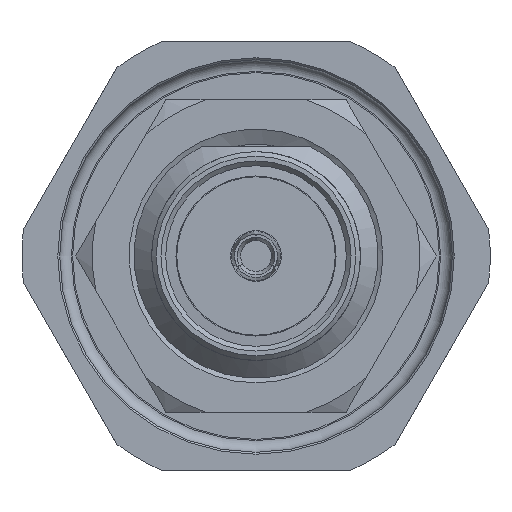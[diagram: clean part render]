
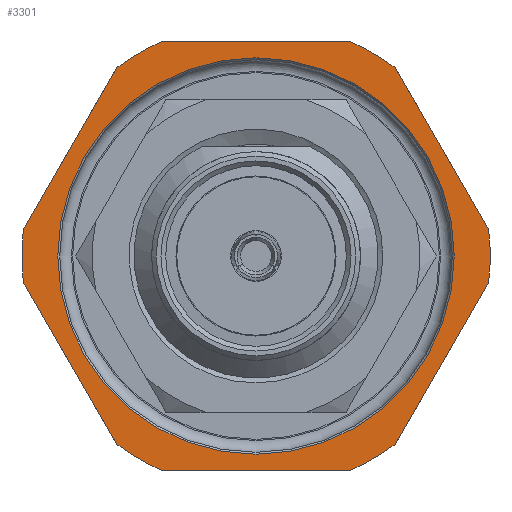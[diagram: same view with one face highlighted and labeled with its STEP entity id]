
A CAD part, left-side view. The second image highlights one B-rep face of the part: STEP entity #3301.
In plain terms, the highlighted planar face has unit normal (-1, 0, 0).
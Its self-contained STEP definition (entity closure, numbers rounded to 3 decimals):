
#1 = CARTESIAN_POINT ( 'NONE',  ( 9.07, 0., 0. ) ) ;
#2 = DIRECTION ( 'NONE',  ( -1., 0., 0. ) ) ;
#3 = DIRECTION ( 'NONE',  ( 0., 0., 1. ) ) ;
#6 = CARTESIAN_POINT ( 'NONE',  ( 9.07, 6.263, 0.152 ) ) ;
#7 = DIRECTION ( 'NONE',  ( 0., -0.5, 0.866 ) ) ;
#233 = CARTESIAN_POINT ( 'NONE',  ( 9.07, 6., 5.5 ) ) ;
#234 = DIRECTION ( 'NONE',  ( 0., -1., 0. ) ) ;
#279 = CARTESIAN_POINT ( 'NONE',  ( 9.07, 0., 0. ) ) ;
#280 = DIRECTION ( 'NONE',  ( -1., 0., 0. ) ) ;
#281 = DIRECTION ( 'NONE',  ( 0., 0., 1. ) ) ;
#420 = CARTESIAN_POINT ( 'NONE',  ( 9.07, 0., 0. ) ) ;
#421 = DIRECTION ( 'NONE',  ( -1., 0., 0. ) ) ;
#422 = DIRECTION ( 'NONE',  ( 0., 0., 1. ) ) ;
#423 = CARTESIAN_POINT ( 'NONE',  ( 9.07, -3.263, 5.348 ) ) ;
#424 = DIRECTION ( 'NONE',  ( 0., -0.5, -0.866 ) ) ;
#429 = CARTESIAN_POINT ( 'NONE',  ( 9.07, 0., 0. ) ) ;
#430 = DIRECTION ( 'NONE',  ( -1., 0., 0. ) ) ;
#431 = DIRECTION ( 'NONE',  ( 0., 0., 1. ) ) ;
#432 = CARTESIAN_POINT ( 'NONE',  ( 9.07, -3.263, -5.348 ) ) ;
#433 = DIRECTION ( 'NONE',  ( 0., 0.5, -0.866 ) ) ;
#438 = CARTESIAN_POINT ( 'NONE',  ( 9.07, 0., 0. ) ) ;
#439 = DIRECTION ( 'NONE',  ( -1., 0., 0. ) ) ;
#440 = DIRECTION ( 'NONE',  ( 0., 0., 1. ) ) ;
#441 = CARTESIAN_POINT ( 'NONE',  ( 9.07, 6., -5.5 ) ) ;
#442 = DIRECTION ( 'NONE',  ( 0., 1., 0. ) ) ;
#447 = CARTESIAN_POINT ( 'NONE',  ( 9.07, 0., 0. ) ) ;
#448 = DIRECTION ( 'NONE',  ( -1., 0., 0. ) ) ;
#449 = DIRECTION ( 'NONE',  ( 0., 0., 1. ) ) ;
#450 = CARTESIAN_POINT ( 'NONE',  ( 9.07, 6.263, -0.152 ) ) ;
#451 = DIRECTION ( 'NONE',  ( 0., 0.5, 0.866 ) ) ;
#452 = CARTESIAN_POINT ( 'NONE',  ( 9.07, 0., 0. ) ) ;
#453 = DIRECTION ( 'NONE',  ( 1., 0., 0. ) ) ;
#454 = DIRECTION ( 'NONE',  ( 0., 0., -1. ) ) ;
#742 = LINE ( 'NONE', #423, #4600 ) ;
#786 = LINE ( 'NONE', #233, #4708 ) ;
#813 = LINE ( 'NONE', #432, #4593 ) ;
#874 = LINE ( 'NONE', #441, #4777 ) ;
#878 = LINE ( 'NONE', #450, #4787 ) ;
#1102 = VERTEX_POINT ( 'NONE', #1453 ) ;
#1108 = LINE ( 'NONE', #6, #4730 ) ;
#1159 = FACE_OUTER_BOUND ( 'NONE', #1764, .T. ) ;
#1161 = FACE_BOUND ( 'NONE', #2491, .T. ) ;
#1453 = CARTESIAN_POINT ( 'NONE',  ( 9.07, 0., -5.08 ) ) ;
#1744 = VERTEX_POINT ( 'NONE', #2730 ) ;
#1748 = VERTEX_POINT ( 'NONE', #2733 ) ;
#1752 = ORIENTED_EDGE ( 'NONE', *, *, #3124, .T. ) ;
#1761 = ORIENTED_EDGE ( 'NONE', *, *, #3128, .T. ) ;
#1764 = EDGE_LOOP ( 'NONE', ( #1778, #1761, #1794, #1752, #2191, #1777, #2113, #2119, #2124, #2128, #1888, #2487 ) ) ;
#1777 = ORIENTED_EDGE ( 'NONE', *, *, #3120, .T. ) ;
#1778 = ORIENTED_EDGE ( 'NONE', *, *, #3129, .F. ) ;
#1794 = ORIENTED_EDGE ( 'NONE', *, *, #3125, .F. ) ;
#1802 = VERTEX_POINT ( 'NONE', #2737 ) ;
#1807 = VERTEX_POINT ( 'NONE', #2736 ) ;
#1818 = VERTEX_POINT ( 'NONE', #2754 ) ;
#1888 = ORIENTED_EDGE ( 'NONE', *, *, #2995, .F. ) ;
#1955 = VERTEX_POINT ( 'NONE', #2760 ) ;
#2027 = VERTEX_POINT ( 'NONE', #2771 ) ;
#2060 = VERTEX_POINT ( 'NONE', #2777 ) ;
#2085 = ORIENTED_EDGE ( 'NONE', *, *, #3130, .T. ) ;
#2113 = ORIENTED_EDGE ( 'NONE', *, *, #3117, .F. ) ;
#2119 = ORIENTED_EDGE ( 'NONE', *, *, #3116, .T. ) ;
#2124 = ORIENTED_EDGE ( 'NONE', *, *, #3062, .F. ) ;
#2128 = ORIENTED_EDGE ( 'NONE', *, *, #2993, .T. ) ;
#2191 = ORIENTED_EDGE ( 'NONE', *, *, #3121, .F. ) ;
#2303 = VERTEX_POINT ( 'NONE', #2818 ) ;
#2343 = VERTEX_POINT ( 'NONE', #2832 ) ;
#2347 = VERTEX_POINT ( 'NONE', #2835 ) ;
#2487 = ORIENTED_EDGE ( 'NONE', *, *, #3075, .T. ) ;
#2491 = EDGE_LOOP ( 'NONE', ( #2085 ) ) ;
#2522 = VERTEX_POINT ( 'NONE', #2887 ) ;
#2730 = CARTESIAN_POINT ( 'NONE',  ( 9.07, 5.962, -0.673 ) ) ;
#2733 = CARTESIAN_POINT ( 'NONE',  ( 9.07, -2.398, -5.5 ) ) ;
#2736 = CARTESIAN_POINT ( 'NONE',  ( 9.07, 3.564, 4.827 ) ) ;
#2737 = CARTESIAN_POINT ( 'NONE',  ( 9.07, 3.564, -4.827 ) ) ;
#2754 = CARTESIAN_POINT ( 'NONE',  ( 9.07, -5.962, 0.673 ) ) ;
#2760 = CARTESIAN_POINT ( 'NONE',  ( 9.07, -3.564, -4.827 ) ) ;
#2771 = CARTESIAN_POINT ( 'NONE',  ( 9.07, -5.962, -0.673 ) ) ;
#2777 = CARTESIAN_POINT ( 'NONE',  ( 9.07, 2.398, -5.5 ) ) ;
#2818 = CARTESIAN_POINT ( 'NONE',  ( 9.07, 5.962, 0.673 ) ) ;
#2832 = CARTESIAN_POINT ( 'NONE',  ( 9.07, -2.398, 5.5 ) ) ;
#2835 = CARTESIAN_POINT ( 'NONE',  ( 9.07, -3.564, 4.827 ) ) ;
#2887 = CARTESIAN_POINT ( 'NONE',  ( 9.07, 2.398, 5.5 ) ) ;
#2993 = EDGE_CURVE ( 'NONE', #2522, #1807, #4697, .T. ) ;
#2995 = EDGE_CURVE ( 'NONE', #2303, #1807, #1108, .T. ) ;
#3062 = EDGE_CURVE ( 'NONE', #2522, #2343, #786, .T. ) ;
#3075 = EDGE_CURVE ( 'NONE', #2303, #1744, #4721, .T. ) ;
#3116 = EDGE_CURVE ( 'NONE', #2347, #2343, #4608, .T. ) ;
#3117 = EDGE_CURVE ( 'NONE', #2347, #1818, #742, .T. ) ;
#3120 = EDGE_CURVE ( 'NONE', #2027, #1818, #4598, .T. ) ;
#3121 = EDGE_CURVE ( 'NONE', #2027, #1955, #813, .T. ) ;
#3124 = EDGE_CURVE ( 'NONE', #1748, #1955, #4780, .T. ) ;
#3125 = EDGE_CURVE ( 'NONE', #1748, #2060, #874, .T. ) ;
#3128 = EDGE_CURVE ( 'NONE', #1802, #2060, #4653, .T. ) ;
#3129 = EDGE_CURVE ( 'NONE', #1802, #1744, #878, .T. ) ;
#3130 = EDGE_CURVE ( 'NONE', #1102, #1102, #4607, .T. ) ;
#3301 = ADVANCED_FACE ( 'NONE', ( #1161, #1159 ), #3639, .F. ) ;
#3639 = PLANE ( 'NONE',  #4942 ) ;
#3640 = CARTESIAN_POINT ( 'NONE',  ( 9.07, 6., 0. ) ) ;
#3641 = DIRECTION ( 'NONE',  ( 1., 0., 0. ) ) ;
#3642 = DIRECTION ( 'NONE',  ( 0., 0., -1. ) ) ;
#4593 = VECTOR ( 'NONE', #433, 1000. ) ;
#4595 = AXIS2_PLACEMENT_3D ( 'NONE', #429, #430, #431 ) ;
#4598 = CIRCLE ( 'NONE', #4595, 6. ) ;
#4600 = VECTOR ( 'NONE', #424, 1000. ) ;
#4603 = AXIS2_PLACEMENT_3D ( 'NONE', #420, #421, #422 ) ;
#4607 = CIRCLE ( 'NONE', #4805, 5.08 ) ;
#4608 = CIRCLE ( 'NONE', #4603, 6. ) ;
#4653 = CIRCLE ( 'NONE', #4774, 6. ) ;
#4697 = CIRCLE ( 'NONE', #4703, 6. ) ;
#4703 = AXIS2_PLACEMENT_3D ( 'NONE', #1, #2, #3 ) ;
#4708 = VECTOR ( 'NONE', #234, 1000. ) ;
#4721 = CIRCLE ( 'NONE', #4737, 6. ) ;
#4730 = VECTOR ( 'NONE', #7, 1000. ) ;
#4737 = AXIS2_PLACEMENT_3D ( 'NONE', #279, #280, #281 ) ;
#4774 = AXIS2_PLACEMENT_3D ( 'NONE', #447, #448, #449 ) ;
#4777 = VECTOR ( 'NONE', #442, 1000. ) ;
#4778 = AXIS2_PLACEMENT_3D ( 'NONE', #438, #439, #440 ) ;
#4780 = CIRCLE ( 'NONE', #4778, 6. ) ;
#4787 = VECTOR ( 'NONE', #451, 1000. ) ;
#4805 = AXIS2_PLACEMENT_3D ( 'NONE', #452, #453, #454 ) ;
#4942 = AXIS2_PLACEMENT_3D ( 'NONE', #3640, #3641, #3642 ) ;
